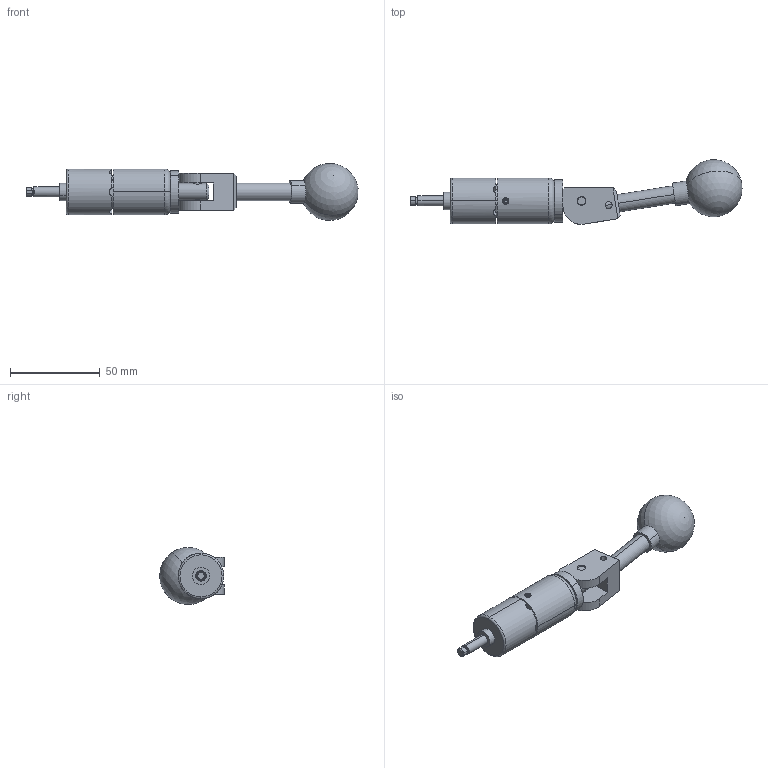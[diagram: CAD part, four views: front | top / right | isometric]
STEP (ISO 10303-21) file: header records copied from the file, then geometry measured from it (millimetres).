
FILE_DESCRIPTION (( 'STEP AP214' ), '1' );
FILE_NAME ('CTSC-003439.STEP', '2025-07-25T19:36:42', ( '' ), ( '' ), 'SwSTEP 2.0', 'SolidWorks 2023', '' );
FILE_SCHEMA (( 'AUTOMOTIVE_DESIGN' ));
Length unit declared in the file: inch
Products named in the file (1): CTSC-003439
Bounding box: 184.46 x 35.92 x 31.66 mm (x, y, z)
Volume: 60551.6 mm3; surface area: 18112.5 mm2
Topology: 7 solids, 7 shells, 229 faces, 558 edges, 351 vertices
Faces by surface type: plane 92, cylinder 86, cone 37, torus 9, bspline 3, sphere 2
Entity records: 10624 total; most frequent: CARTESIAN_POINT 2374, DIRECTION 1119, ORIENTED_EDGE 1102, EDGE_CURVE 551, AXIS2_PLACEMENT_3D 435, VERTEX_POINT 348, EDGE_LOOP 255, VECTOR 249
